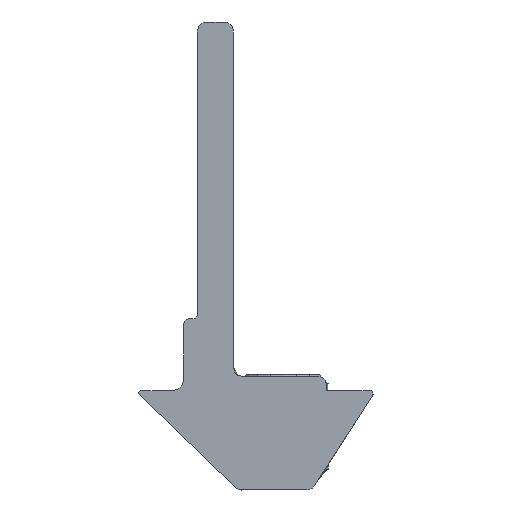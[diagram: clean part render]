
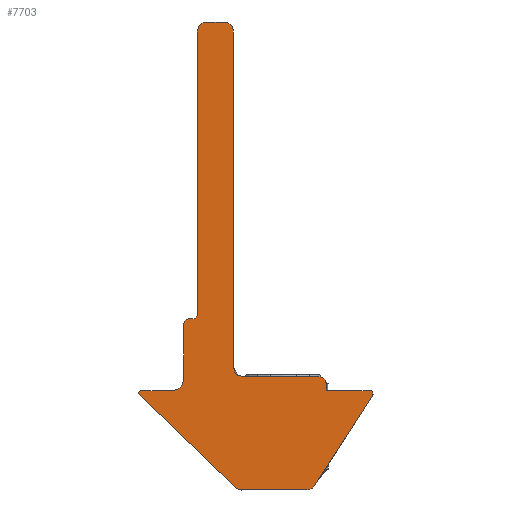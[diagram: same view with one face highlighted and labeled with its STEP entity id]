
A CAD part, front view. The second image highlights one B-rep face of the part: STEP entity #7703.
In plain terms, the highlighted planar face has unit normal (0, -1, 0).
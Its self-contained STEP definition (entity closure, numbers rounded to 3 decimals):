
#290=PLANE('',#8498);
#757=LINE('',#13741,#1392);
#870=LINE('',#13949,#1505);
#875=LINE('',#13958,#1510);
#878=LINE('',#13966,#1513);
#886=LINE('',#13986,#1521);
#887=LINE('',#13991,#1522);
#891=LINE('',#14003,#1526);
#895=LINE('',#14015,#1530);
#899=LINE('',#14027,#1534);
#903=LINE('',#14039,#1538);
#907=LINE('',#14051,#1542);
#911=LINE('',#14063,#1546);
#915=LINE('',#14075,#1550);
#921=LINE('',#14096,#1556);
#1392=VECTOR('',#10215,1.);
#1505=VECTOR('',#10514,1.);
#1510=VECTOR('',#10521,1.);
#1513=VECTOR('',#10530,1.);
#1521=VECTOR('',#10548,1.);
#1522=VECTOR('',#10555,1.);
#1526=VECTOR('',#10567,1.);
#1530=VECTOR('',#10579,1.);
#1534=VECTOR('',#10591,1.);
#1538=VECTOR('',#10603,1.);
#1542=VECTOR('',#10615,1.);
#1546=VECTOR('',#10627,1.);
#1550=VECTOR('',#10639,1.);
#1556=VECTOR('',#10665,1.);
#2029=FACE_OUTER_BOUND('',#2478,.T.);
#2478=EDGE_LOOP('',(#7115,#7116,#7117,#7118,#7119,#7120,#7121,#7122,#7123,
#7124,#7125,#7126,#7127,#7128,#7129,#7130,#7131,#7132,#7133,#7134,#7135,
#7136,#7137,#7138,#7139,#7140,#7141));
#2959=CIRCLE('',#8443,0.4);
#2960=CIRCLE('',#8447,0.5);
#2962=CIRCLE('',#8451,0.5);
#2963=CIRCLE('',#8454,0.2);
#2965=CIRCLE('',#8458,0.1);
#2967=CIRCLE('',#8462,0.7);
#2969=CIRCLE('',#8466,0.25);
#2971=CIRCLE('',#8470,0.25);
#2973=CIRCLE('',#8474,0.5);
#2975=CIRCLE('',#8478,0.5);
#2978=CIRCLE('',#8483,0.5);
#2980=CIRCLE('',#8488,0.1);
#2982=CIRCLE('',#8492,0.1);
#3667=VERTEX_POINT('',#13738);
#3668=VERTEX_POINT('',#13740);
#3669=VERTEX_POINT('',#13946);
#3670=VERTEX_POINT('',#13948);
#3673=VERTEX_POINT('',#13956);
#3674=VERTEX_POINT('',#13960);
#3675=VERTEX_POINT('',#13964);
#3678=VERTEX_POINT('',#13974);
#3679=VERTEX_POINT('',#13976);
#3682=VERTEX_POINT('',#13984);
#3683=VERTEX_POINT('',#13990);
#3685=VERTEX_POINT('',#13996);
#3687=VERTEX_POINT('',#14002);
#3689=VERTEX_POINT('',#14008);
#3691=VERTEX_POINT('',#14014);
#3693=VERTEX_POINT('',#14020);
#3695=VERTEX_POINT('',#14026);
#3697=VERTEX_POINT('',#14032);
#3699=VERTEX_POINT('',#14038);
#3701=VERTEX_POINT('',#14044);
#3703=VERTEX_POINT('',#14050);
#3705=VERTEX_POINT('',#14056);
#3707=VERTEX_POINT('',#14062);
#3709=VERTEX_POINT('',#14068);
#3711=VERTEX_POINT('',#14074);
#3714=VERTEX_POINT('',#14089);
#3716=VERTEX_POINT('',#14095);
#4665=EDGE_CURVE('',#3667,#3668,#757,.T.);
#4778=EDGE_CURVE('',#3669,#3670,#870,.T.);
#4783=EDGE_CURVE('',#3673,#3669,#875,.T.);
#4785=EDGE_CURVE('',#3674,#3673,#2959,.T.);
#4787=EDGE_CURVE('',#3675,#3674,#878,.T.);
#4792=EDGE_CURVE('',#3678,#3679,#2960,.T.);
#4797=EDGE_CURVE('',#3682,#3678,#886,.T.);
#4798=EDGE_CURVE('',#3668,#3682,#2962,.T.);
#4799=EDGE_CURVE('',#3679,#3683,#887,.T.);
#4802=EDGE_CURVE('',#3683,#3685,#2963,.T.);
#4805=EDGE_CURVE('',#3685,#3687,#891,.T.);
#4808=EDGE_CURVE('',#3687,#3689,#2965,.T.);
#4811=EDGE_CURVE('',#3689,#3691,#895,.T.);
#4814=EDGE_CURVE('',#3691,#3693,#2967,.T.);
#4817=EDGE_CURVE('',#3693,#3695,#899,.T.);
#4820=EDGE_CURVE('',#3695,#3697,#2969,.T.);
#4823=EDGE_CURVE('',#3697,#3699,#903,.T.);
#4826=EDGE_CURVE('',#3699,#3701,#2971,.T.);
#4829=EDGE_CURVE('',#3701,#3703,#907,.T.);
#4832=EDGE_CURVE('',#3703,#3705,#2973,.T.);
#4835=EDGE_CURVE('',#3705,#3707,#911,.T.);
#4838=EDGE_CURVE('',#3707,#3709,#2975,.T.);
#4841=EDGE_CURVE('',#3709,#3711,#915,.T.);
#4845=EDGE_CURVE('',#3711,#3675,#2978,.T.);
#4849=EDGE_CURVE('',#3670,#3714,#2980,.T.);
#4852=EDGE_CURVE('',#3714,#3716,#921,.T.);
#4855=EDGE_CURVE('',#3716,#3667,#2982,.T.);
#7115=ORIENTED_EDGE('',*,*,#4792,.F.);
#7116=ORIENTED_EDGE('',*,*,#4797,.F.);
#7117=ORIENTED_EDGE('',*,*,#4798,.F.);
#7118=ORIENTED_EDGE('',*,*,#4665,.F.);
#7119=ORIENTED_EDGE('',*,*,#4855,.F.);
#7120=ORIENTED_EDGE('',*,*,#4852,.F.);
#7121=ORIENTED_EDGE('',*,*,#4849,.F.);
#7122=ORIENTED_EDGE('',*,*,#4778,.F.);
#7123=ORIENTED_EDGE('',*,*,#4783,.F.);
#7124=ORIENTED_EDGE('',*,*,#4785,.F.);
#7125=ORIENTED_EDGE('',*,*,#4787,.F.);
#7126=ORIENTED_EDGE('',*,*,#4845,.F.);
#7127=ORIENTED_EDGE('',*,*,#4841,.F.);
#7128=ORIENTED_EDGE('',*,*,#4838,.F.);
#7129=ORIENTED_EDGE('',*,*,#4835,.F.);
#7130=ORIENTED_EDGE('',*,*,#4832,.F.);
#7131=ORIENTED_EDGE('',*,*,#4829,.F.);
#7132=ORIENTED_EDGE('',*,*,#4826,.F.);
#7133=ORIENTED_EDGE('',*,*,#4823,.F.);
#7134=ORIENTED_EDGE('',*,*,#4820,.F.);
#7135=ORIENTED_EDGE('',*,*,#4817,.F.);
#7136=ORIENTED_EDGE('',*,*,#4814,.F.);
#7137=ORIENTED_EDGE('',*,*,#4811,.F.);
#7138=ORIENTED_EDGE('',*,*,#4808,.F.);
#7139=ORIENTED_EDGE('',*,*,#4805,.F.);
#7140=ORIENTED_EDGE('',*,*,#4802,.F.);
#7141=ORIENTED_EDGE('',*,*,#4799,.F.);
#7703=ADVANCED_FACE('',(#2029),#290,.T.);
#8443=AXIS2_PLACEMENT_3D('',#13962,#10525,#10526);
#8447=AXIS2_PLACEMENT_3D('',#13977,#10539,#10540);
#8451=AXIS2_PLACEMENT_3D('',#13988,#10551,#10552);
#8454=AXIS2_PLACEMENT_3D('',#13997,#10560,#10561);
#8458=AXIS2_PLACEMENT_3D('',#14009,#10572,#10573);
#8462=AXIS2_PLACEMENT_3D('',#14021,#10584,#10585);
#8466=AXIS2_PLACEMENT_3D('',#14033,#10596,#10597);
#8470=AXIS2_PLACEMENT_3D('',#14045,#10608,#10609);
#8474=AXIS2_PLACEMENT_3D('',#14057,#10620,#10621);
#8478=AXIS2_PLACEMENT_3D('',#14069,#10632,#10633);
#8483=AXIS2_PLACEMENT_3D('',#14081,#10646,#10647);
#8488=AXIS2_PLACEMENT_3D('',#14090,#10658,#10659);
#8492=AXIS2_PLACEMENT_3D('',#14101,#10670,#10671);
#8498=AXIS2_PLACEMENT_3D('',#14110,#10684,#10685);
#10215=DIRECTION('',(-0.54,0.,-0.842));
#10514=DIRECTION('',(1.,0.,0.));
#10521=DIRECTION('',(0.,0.,-1.));
#10525=DIRECTION('center_axis',(0.,1.,0.));
#10526=DIRECTION('ref_axis',(1.,0.,0.));
#10530=DIRECTION('',(1.,0.,0.));
#10539=DIRECTION('center_axis',(0.,1.,0.));
#10540=DIRECTION('ref_axis',(-0.694,0.,-0.72));
#10548=DIRECTION('',(-1.,0.,0.));
#10551=DIRECTION('center_axis',(0.,1.,0.));
#10552=DIRECTION('ref_axis',(0.,0.,-1.));
#10555=DIRECTION('',(-0.72,0.,0.694));
#10560=DIRECTION('center_axis',(0.,1.,0.));
#10561=DIRECTION('ref_axis',(-1.,0.,0.));
#10567=DIRECTION('',(0.,0.,1.));
#10572=DIRECTION('center_axis',(0.,1.,0.));
#10573=DIRECTION('ref_axis',(0.,0.,1.));
#10579=DIRECTION('',(1.,0.,0.));
#10584=DIRECTION('center_axis',(0.,-1.,0.));
#10585=DIRECTION('ref_axis',(0.,0.,-1.));
#10591=DIRECTION('',(0.,0.,1.));
#10596=DIRECTION('center_axis',(0.,1.,0.));
#10597=DIRECTION('ref_axis',(0.,0.,1.));
#10603=DIRECTION('',(1.,0.,0.));
#10608=DIRECTION('center_axis',(0.,-1.,0.));
#10609=DIRECTION('ref_axis',(0.,0.,-1.));
#10615=DIRECTION('',(0.,0.,1.));
#10620=DIRECTION('center_axis',(0.,1.,0.));
#10621=DIRECTION('ref_axis',(0.,0.,1.));
#10627=DIRECTION('',(1.,0.,0.));
#10632=DIRECTION('center_axis',(0.,1.,0.));
#10633=DIRECTION('ref_axis',(1.,0.,0.));
#10639=DIRECTION('',(0.,0.,-1.));
#10646=DIRECTION('center_axis',(0.,-1.,0.));
#10647=DIRECTION('ref_axis',(-1.,0.,0.));
#10658=DIRECTION('center_axis',(0.,1.,0.));
#10659=DIRECTION('ref_axis',(1.,0.,0.));
#10665=DIRECTION('',(0.,0.,-1.));
#10670=DIRECTION('center_axis',(0.,1.,0.));
#10671=DIRECTION('ref_axis',(0.842,0.,-0.54));
#10684=DIRECTION('center_axis',(0.,-1.,0.));
#10685=DIRECTION('ref_axis',(1.,0.,0.));
#13738=CARTESIAN_POINT('',(10.484,-1000.,-0.225));
#13740=CARTESIAN_POINT('',(7.248,-1000.,-5.27));
#13741=CARTESIAN_POINT('',(7.248,-1000.,-5.27));
#13946=CARTESIAN_POINT('',(7.9,-1000.,0.));
#13948=CARTESIAN_POINT('',(10.4,-1000.,0.));
#13949=CARTESIAN_POINT('',(10.4,-1000.,0.));
#13956=CARTESIAN_POINT('',(7.9,-1000.,0.4));
#13958=CARTESIAN_POINT('',(7.9,-1000.,0.));
#13960=CARTESIAN_POINT('',(7.5,-1000.,0.8));
#13962=CARTESIAN_POINT('Origin',(7.5,-1000.,0.4));
#13964=CARTESIAN_POINT('',(3.25,-1000.,0.8));
#13966=CARTESIAN_POINT('',(7.5,-1000.,0.8));
#13974=CARTESIAN_POINT('',(3.202,-1000.,-5.5));
#13976=CARTESIAN_POINT('',(2.855,-1000.,-5.36));
#13977=CARTESIAN_POINT('Origin',(3.202,-1000.,-5.));
#13984=CARTESIAN_POINT('',(6.827,-1000.,-5.5));
#13986=CARTESIAN_POINT('',(3.202,-1000.,-5.5));
#13988=CARTESIAN_POINT('Origin',(6.827,-1000.,-5.));
#13990=CARTESIAN_POINT('',(-2.439,-1000.,-0.259));
#13991=CARTESIAN_POINT('',(-2.439,-1000.,-0.259));
#13996=CARTESIAN_POINT('',(-2.5,-1000.,-0.115));
#13997=CARTESIAN_POINT('Origin',(-2.3,-1000.,-0.115));
#14002=CARTESIAN_POINT('',(-2.5,-1000.,-0.1));
#14003=CARTESIAN_POINT('',(-2.5,-1000.,-0.1));
#14008=CARTESIAN_POINT('',(-2.4,-1000.,0.));
#14009=CARTESIAN_POINT('Origin',(-2.4,-1000.,-0.1));
#14014=CARTESIAN_POINT('',(-0.7,-1000.,0.));
#14015=CARTESIAN_POINT('',(-0.7,-1000.,0.));
#14020=CARTESIAN_POINT('',(0.,-1000.,0.7));
#14021=CARTESIAN_POINT('Origin',(-0.7,-1000.,0.7));
#14026=CARTESIAN_POINT('',(0.,-1000.,3.75));
#14027=CARTESIAN_POINT('',(0.,-1000.,3.75));
#14032=CARTESIAN_POINT('',(0.25,-1000.,4.));
#14033=CARTESIAN_POINT('Origin',(0.25,-1000.,3.75));
#14038=CARTESIAN_POINT('',(0.5,-1000.,4.));
#14039=CARTESIAN_POINT('',(0.5,-1000.,4.));
#14044=CARTESIAN_POINT('',(0.75,-1000.,4.25));
#14045=CARTESIAN_POINT('Origin',(0.5,-1000.,4.25));
#14050=CARTESIAN_POINT('',(0.75,-1000.,20.));
#14051=CARTESIAN_POINT('',(0.75,-1000.,20.));
#14056=CARTESIAN_POINT('',(1.25,-1000.,20.5));
#14057=CARTESIAN_POINT('Origin',(1.25,-1000.,20.));
#14062=CARTESIAN_POINT('',(2.25,-1000.,20.5));
#14063=CARTESIAN_POINT('',(2.25,-1000.,20.5));
#14068=CARTESIAN_POINT('',(2.75,-1000.,20.));
#14069=CARTESIAN_POINT('Origin',(2.25,-1000.,20.));
#14074=CARTESIAN_POINT('',(2.75,-1000.,1.3));
#14075=CARTESIAN_POINT('',(2.75,-1000.,1.3));
#14081=CARTESIAN_POINT('Origin',(3.25,-1000.,1.3));
#14089=CARTESIAN_POINT('',(10.5,-1000.,-0.1));
#14090=CARTESIAN_POINT('Origin',(10.4,-1000.,-0.1));
#14095=CARTESIAN_POINT('',(10.5,-1000.,-0.171));
#14096=CARTESIAN_POINT('',(10.5,-1000.,-0.171));
#14101=CARTESIAN_POINT('Origin',(10.4,-1000.,-0.171));
#14110=CARTESIAN_POINT('Origin',(2.833,-1000.,5.589));
